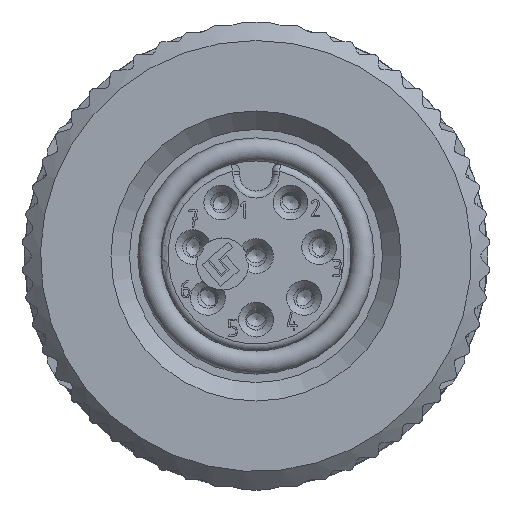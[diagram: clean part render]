
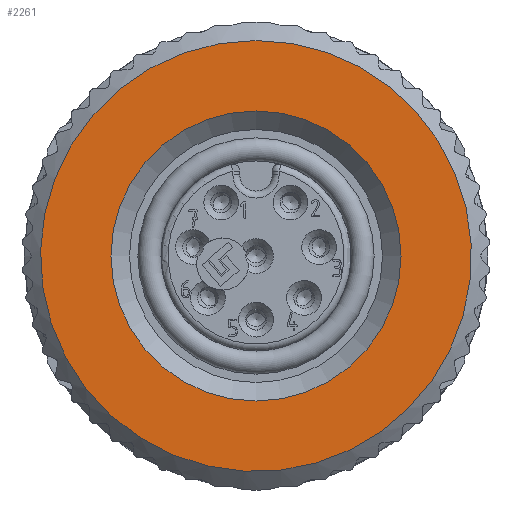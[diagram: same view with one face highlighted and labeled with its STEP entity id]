
A CAD part, left-side view. The second image highlights one B-rep face of the part: STEP entity #2261.
In plain terms, the highlighted planar face has unit normal (-1, 0, 0).
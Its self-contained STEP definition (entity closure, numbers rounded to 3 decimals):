
#406=PLANE('',#16452);
#2261=ADVANCED_FACE('',(#4413,#4414),#406,.T.);
#4133=CIRCLE('',#16328,9.3);
#4238=CIRCLE('',#16451,6.259);
#4413=FACE_BOUND('',#5057,.T.);
#4414=FACE_BOUND('',#5058,.T.);
#5057=EDGE_LOOP('',(#8206));
#5058=EDGE_LOOP('',(#8207));
#8206=ORIENTED_EDGE('',*,*,#13016,.T.);
#8207=ORIENTED_EDGE('',*,*,#12787,.T.);
#10903=VERTEX_POINT('',#26499);
#11116=VERTEX_POINT('',#27033);
#12787=EDGE_CURVE('',#10903,#10903,#4133,.T.);
#13016=EDGE_CURVE('',#11116,#11116,#4238,.T.);
#16328=AXIS2_PLACEMENT_3D('',#26498,#19131,#19132);
#16451=AXIS2_PLACEMENT_3D('',#27032,#19489,#19490);
#16452=AXIS2_PLACEMENT_3D('',#27034,#19491,#19492);
#19131=DIRECTION('',(-1.,0.,0.));
#19132=DIRECTION('',(0.,0.,1.));
#19489=DIRECTION('',(1.,0.,0.));
#19490=DIRECTION('',(0.,0.,1.));
#19491=DIRECTION('',(-1.,0.,0.));
#19492=DIRECTION('',(0.,0.,1.));
#26498=CARTESIAN_POINT('',(0.75,0.,0.));
#26499=CARTESIAN_POINT('',(0.75,0.,9.3));
#27032=CARTESIAN_POINT('',(0.75,0.,0.));
#27033=CARTESIAN_POINT('',(0.75,0.,6.259));
#27034=CARTESIAN_POINT('',(0.75,0.,0.));
